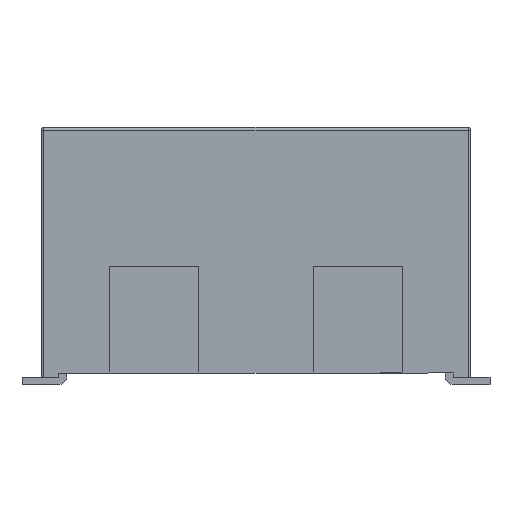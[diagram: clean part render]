
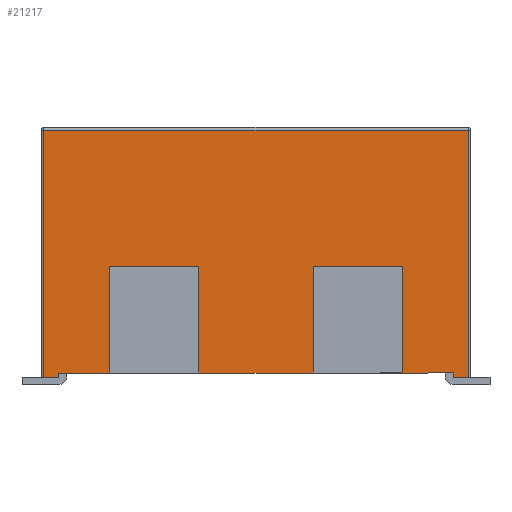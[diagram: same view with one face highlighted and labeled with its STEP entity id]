
A CAD part, front view. The second image highlights one B-rep face of the part: STEP entity #21217.
In plain terms, the highlighted face is planar.
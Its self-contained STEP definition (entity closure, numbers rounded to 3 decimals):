
#2676=ORIENTED_EDGE('',*,*,#6358,.T.);
#2677=ORIENTED_EDGE('',*,*,#6169,.T.);
#2678=ORIENTED_EDGE('',*,*,#6375,.F.);
#2679=ORIENTED_EDGE('',*,*,#6163,.T.);
#2680=ORIENTED_EDGE('',*,*,#6138,.T.);
#2681=ORIENTED_EDGE('',*,*,#5806,.T.);
#2682=ORIENTED_EDGE('',*,*,#5488,.T.);
#2683=ORIENTED_EDGE('',*,*,#6316,.T.);
#2684=ORIENTED_EDGE('',*,*,#6376,.T.);
#2685=ORIENTED_EDGE('',*,*,#6306,.F.);
#2686=ORIENTED_EDGE('',*,*,#5484,.T.);
#2687=ORIENTED_EDGE('',*,*,#6305,.T.);
#2688=ORIENTED_EDGE('',*,*,#6377,.T.);
#2689=ORIENTED_EDGE('',*,*,#6378,.F.);
#2690=ORIENTED_EDGE('',*,*,#5500,.T.);
#2691=ORIENTED_EDGE('',*,*,#5545,.T.);
#5484=EDGE_CURVE('',#7730,#7728,#9241,.T.);
#5488=EDGE_CURVE('',#7734,#7733,#9245,.T.);
#5500=EDGE_CURVE('',#7746,#7745,#9257,.T.);
#5545=EDGE_CURVE('',#7745,#7785,#9302,.T.);
#5806=EDGE_CURVE('',#7971,#7734,#9531,.T.);
#6138=EDGE_CURVE('',#8184,#7971,#9815,.T.);
#6163=EDGE_CURVE('',#8192,#8184,#9836,.T.);
#6169=EDGE_CURVE('',#8194,#8197,#9839,.T.);
#6305=EDGE_CURVE('',#7728,#8255,#9974,.T.);
#6306=EDGE_CURVE('',#7730,#8256,#9975,.T.);
#6316=EDGE_CURVE('',#7733,#8263,#9985,.T.);
#6358=EDGE_CURVE('',#7785,#8194,#10023,.T.);
#6375=EDGE_CURVE('',#8192,#8197,#10040,.T.);
#6376=EDGE_CURVE('',#8263,#8256,#10041,.T.);
#6377=EDGE_CURVE('',#8255,#8305,#10042,.T.);
#6378=EDGE_CURVE('',#7746,#8305,#10043,.T.);
#7728=VERTEX_POINT('',#27272);
#7730=VERTEX_POINT('',#27275);
#7733=VERTEX_POINT('',#27281);
#7734=VERTEX_POINT('',#27283);
#7745=VERTEX_POINT('',#27305);
#7746=VERTEX_POINT('',#27307);
#7785=VERTEX_POINT('',#27391);
#7971=VERTEX_POINT('',#27904);
#8184=VERTEX_POINT('',#28555);
#8192=VERTEX_POINT('',#28605);
#8194=VERTEX_POINT('',#28611);
#8197=VERTEX_POINT('',#28616);
#8255=VERTEX_POINT('',#28888);
#8256=VERTEX_POINT('',#28892);
#8263=VERTEX_POINT('',#28910);
#8305=VERTEX_POINT('',#29025);
#9241=LINE('',#27274,#11118);
#9245=LINE('',#27282,#11122);
#9257=LINE('',#27306,#11134);
#9302=LINE('',#27392,#11179);
#9531=LINE('',#27903,#11408);
#9815=LINE('',#28554,#11692);
#9836=LINE('',#28604,#11713);
#9839=LINE('',#28617,#11716);
#9974=LINE('',#28889,#11851);
#9975=LINE('',#28891,#11852);
#9985=LINE('',#28911,#11862);
#10023=LINE('',#28992,#11900);
#10040=LINE('',#29022,#11917);
#10041=LINE('',#29023,#11918);
#10042=LINE('',#29024,#11919);
#10043=LINE('',#29026,#11920);
#11118=VECTOR('',#23164,1000.);
#11122=VECTOR('',#23168,1000.);
#11134=VECTOR('',#23180,1000.);
#11179=VECTOR('',#23227,1000.);
#11408=VECTOR('',#23650,1000.);
#11692=VECTOR('',#24242,1000.);
#11713=VECTOR('',#24305,1000.);
#11716=VECTOR('',#24316,1000.);
#11851=VECTOR('',#24609,1000.);
#11852=VECTOR('',#24612,1000.);
#11862=VECTOR('',#24626,1000.);
#11900=VECTOR('',#24688,1000.);
#11917=VECTOR('',#24711,1000.);
#11918=VECTOR('',#24712,1000.);
#11919=VECTOR('',#24713,1000.);
#11920=VECTOR('',#24714,1000.);
#12993=EDGE_LOOP('',(#2676,#2677,#2678,#2679,#2680,#2681,#2682,#2683,#2684,
#2685,#2686,#2687,#2688,#2689,#2690,#2691));
#13914=FACE_BOUND('',#12993,.T.);
#14751=PLANE('',#22152);
#21217=ADVANCED_FACE('',(#13914),#14751,.T.);
#22152=AXIS2_PLACEMENT_3D('',#29021,#24709,#24710);
#23164=DIRECTION('',(0.,1.,0.));
#23168=DIRECTION('',(0.,1.,0.));
#23180=DIRECTION('',(0.,1.,0.));
#23227=DIRECTION('',(0.,0.,-1.));
#23650=DIRECTION('',(0.,0.,1.));
#24242=DIRECTION('',(0.,1.,0.));
#24305=DIRECTION('',(0.,0.,-1.));
#24316=DIRECTION('',(0.,0.,1.));
#24609=DIRECTION('',(0.,0.,1.));
#24612=DIRECTION('',(0.,0.,1.));
#24626=DIRECTION('',(0.,0.,1.));
#24688=DIRECTION('',(0.,1.,0.));
#24709=DIRECTION('',(1.,0.,0.));
#24710=DIRECTION('',(0.,0.,-1.));
#24711=DIRECTION('',(0.,1.,0.));
#24712=DIRECTION('',(0.,1.,0.));
#24713=DIRECTION('',(0.,1.,0.));
#24714=DIRECTION('',(0.,0.,1.));
#27272=CARTESIAN_POINT('',(8.775,1.95,0.15));
#27274=CARTESIAN_POINT('',(8.775,0.,0.15));
#27275=CARTESIAN_POINT('',(8.775,-1.95,0.15));
#27281=CARTESIAN_POINT('',(8.775,-5.,0.15));
#27282=CARTESIAN_POINT('',(8.775,0.,0.15));
#27283=CARTESIAN_POINT('',(8.775,-6.75,0.15));
#27305=CARTESIAN_POINT('',(8.775,6.75,0.15));
#27306=CARTESIAN_POINT('',(8.775,0.,0.15));
#27307=CARTESIAN_POINT('',(8.775,5.,0.15));
#27391=CARTESIAN_POINT('',(8.775,6.75,0.));
#27392=CARTESIAN_POINT('',(8.775,6.75,0.));
#27903=CARTESIAN_POINT('',(8.775,-6.75,0.));
#27904=CARTESIAN_POINT('',(8.775,-6.75,0.));
#28554=CARTESIAN_POINT('',(8.775,-7.35,0.));
#28555=CARTESIAN_POINT('',(8.775,-7.25,0.));
#28604=CARTESIAN_POINT('',(8.775,-7.25,0.));
#28605=CARTESIAN_POINT('',(8.775,-7.25,8.45));
#28611=CARTESIAN_POINT('',(8.775,7.25,0.));
#28616=CARTESIAN_POINT('',(8.775,7.25,8.45));
#28617=CARTESIAN_POINT('',(8.775,7.25,3.8));
#28888=CARTESIAN_POINT('',(8.775,1.95,3.8));
#28889=CARTESIAN_POINT('',(8.775,1.95,-18.629));
#28891=CARTESIAN_POINT('',(8.775,-1.95,-18.629));
#28892=CARTESIAN_POINT('',(8.775,-1.95,3.8));
#28910=CARTESIAN_POINT('',(8.775,-5.,3.8));
#28911=CARTESIAN_POINT('',(8.775,-5.,-18.629));
#28992=CARTESIAN_POINT('',(8.775,-7.35,0.));
#29021=CARTESIAN_POINT('',(8.775,0.,0.));
#29022=CARTESIAN_POINT('',(8.775,-7.35,8.45));
#29023=CARTESIAN_POINT('',(8.775,-7.35,3.8));
#29024=CARTESIAN_POINT('',(8.775,-7.35,3.8));
#29025=CARTESIAN_POINT('',(8.775,5.,3.8));
#29026=CARTESIAN_POINT('',(8.775,5.,-18.629));
